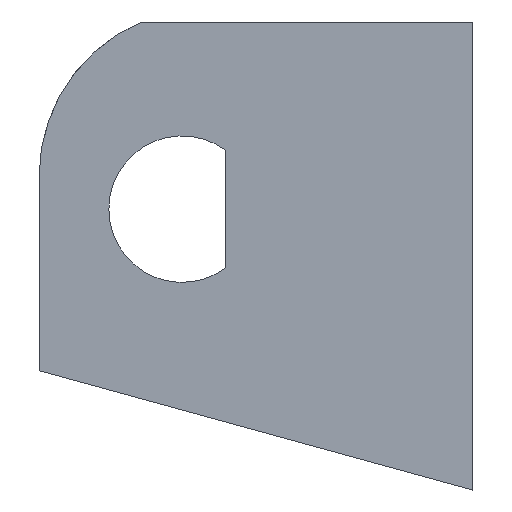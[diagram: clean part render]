
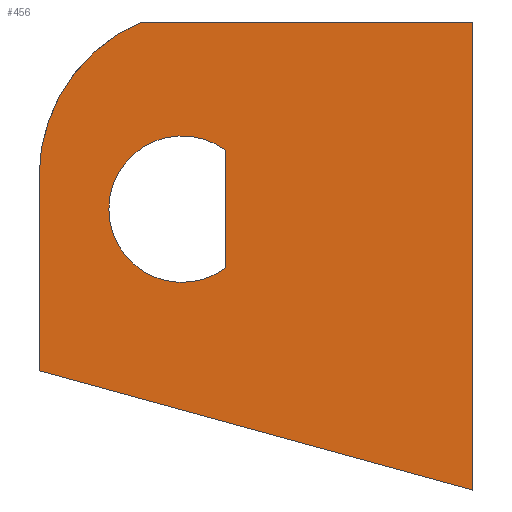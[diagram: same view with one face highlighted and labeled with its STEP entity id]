
A CAD part, left-side view. The second image highlights one B-rep face of the part: STEP entity #456.
In plain terms, the highlighted planar face has unit normal (-1, 0, 0).
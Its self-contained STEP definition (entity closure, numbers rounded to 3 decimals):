
#16 = DIRECTION ( 'NONE',  ( 1., 0., 0. ) ) ;
#21 = EDGE_CURVE ( 'NONE', #767, #144, #799, .T. ) ;
#23 = VERTEX_POINT ( 'NONE', #26 ) ;
#26 = CARTESIAN_POINT ( 'NONE',  ( -4.5, 10.25, -1.452 ) ) ;
#43 = CARTESIAN_POINT ( 'NONE',  ( -4.5, 3.16, -10.525 ) ) ;
#57 = CARTESIAN_POINT ( 'NONE',  ( -4.5, 15.6, -4.399 ) ) ;
#67 = DIRECTION ( 'NONE',  ( 0., 0., 1. ) ) ;
#84 = VECTOR ( 'NONE', #67, 1000. ) ;
#140 = CARTESIAN_POINT ( 'NONE',  ( -4.5, 10.25, -1.452 ) ) ;
#144 = VERTEX_POINT ( 'NONE', #529 ) ;
#156 = DIRECTION ( 'NONE',  ( 0., 0., -1. ) ) ;
#170 = ORIENTED_EDGE ( 'NONE', *, *, #573, .T. ) ;
#175 = VERTEX_POINT ( 'NONE', #835 ) ;
#186 = DIRECTION ( 'NONE',  ( 0., 1., 0. ) ) ;
#210 = LINE ( 'NONE', #657, #885 ) ;
#226 = ORIENTED_EDGE ( 'NONE', *, *, #304, .F. ) ;
#232 = DIRECTION ( 'NONE',  ( 1., 0., 0. ) ) ;
#238 = CIRCLE ( 'NONE', #307, 2.1 ) ;
#250 = EDGE_LOOP ( 'NONE', ( #818, #226, #1026, #535, #875 ) ) ;
#255 = CARTESIAN_POINT ( 'NONE',  ( -4.5, 11.5, 0.235 ) ) ;
#260 = EDGE_CURVE ( 'NONE', #23, #1063, #238, .T. ) ;
#263 = CARTESIAN_POINT ( 'NONE',  ( -4.5, 14.034, -4.829 ) ) ;
#268 = EDGE_CURVE ( 'NONE', #144, #801, #210, .T. ) ;
#304 = EDGE_CURVE ( 'NONE', #1089, #801, #1106, .T. ) ;
#305 = DIRECTION ( 'NONE',  ( 0., -0.964, -0.265 ) ) ;
#306 = CARTESIAN_POINT ( 'NONE',  ( -4.5, 13.6, 0.235 ) ) ;
#307 = AXIS2_PLACEMENT_3D ( 'NONE', #740, #743, #755 ) ;
#313 = VECTOR ( 'NONE', #156, 1000. ) ;
#323 = CARTESIAN_POINT ( 'NONE',  ( -4.5, 15.6, 1.177 ) ) ;
#330 = VECTOR ( 'NONE', #305, 1000. ) ;
#341 = CARTESIAN_POINT ( 'NONE',  ( -4.5, 10.798, 1.177 ) ) ;
#353 = LINE ( 'NONE', #263, #330 ) ;
#359 = AXIS2_PLACEMENT_3D ( 'NONE', #341, #16, #545 ) ;
#364 = FACE_OUTER_BOUND ( 'NONE', #250, .T. ) ;
#368 = EDGE_CURVE ( 'NONE', #588, #767, #353, .T. ) ;
#385 = DIRECTION ( 'NONE',  ( 1., 0., 0. ) ) ;
#388 = ORIENTED_EDGE ( 'NONE', *, *, #260, .T. ) ;
#417 = DIRECTION ( 'NONE',  ( 0., -1., 0. ) ) ;
#456 = ADVANCED_FACE ( 'NONE', ( #1092, #364 ), #659, .F. ) ;
#513 = EDGE_CURVE ( 'NONE', #1063, #175, #1011, .T. ) ;
#529 = CARTESIAN_POINT ( 'NONE',  ( -4.5, 3.16, 5.601 ) ) ;
#530 = LINE ( 'NONE', #140, #313 ) ;
#535 = ORIENTED_EDGE ( 'NONE', *, *, #368, .T. ) ;
#545 = DIRECTION ( 'NONE',  ( 0., -1., 0. ) ) ;
#573 = EDGE_CURVE ( 'NONE', #175, #23, #530, .T. ) ;
#588 = VERTEX_POINT ( 'NONE', #57 ) ;
#623 = CARTESIAN_POINT ( 'NONE',  ( -4.5, 15.6, -10.525 ) ) ;
#657 = CARTESIAN_POINT ( 'NONE',  ( -4.5, 15.6, 5.601 ) ) ;
#659 = PLANE ( 'NONE',  #834 ) ;
#721 = CARTESIAN_POINT ( 'NONE',  ( -4.5, 15.6, -10.525 ) ) ;
#740 = CARTESIAN_POINT ( 'NONE',  ( -4.5, 11.5, 0.235 ) ) ;
#741 = DIRECTION ( 'NONE',  ( 0., 0., 1. ) ) ;
#742 = DIRECTION ( 'NONE',  ( 0., 1., 0. ) ) ;
#743 = DIRECTION ( 'NONE',  ( 1., 0., 0. ) ) ;
#747 = EDGE_CURVE ( 'NONE', #588, #1089, #1043, .T. ) ;
#755 = DIRECTION ( 'NONE',  ( 0., 1., 0. ) ) ;
#767 = VERTEX_POINT ( 'NONE', #789 ) ;
#769 = CARTESIAN_POINT ( 'NONE',  ( -4.5, 12.665, 5.601 ) ) ;
#789 = CARTESIAN_POINT ( 'NONE',  ( -4.5, 3.16, -7.818 ) ) ;
#799 = LINE ( 'NONE', #43, #84 ) ;
#801 = VERTEX_POINT ( 'NONE', #769 ) ;
#817 = EDGE_LOOP ( 'NONE', ( #170, #388, #1109 ) ) ;
#818 = ORIENTED_EDGE ( 'NONE', *, *, #268, .T. ) ;
#827 = VECTOR ( 'NONE', #741, 1000. ) ;
#834 = AXIS2_PLACEMENT_3D ( 'NONE', #623, #385, #417 ) ;
#835 = CARTESIAN_POINT ( 'NONE',  ( -4.5, 10.25, 1.923 ) ) ;
#875 = ORIENTED_EDGE ( 'NONE', *, *, #21, .T. ) ;
#885 = VECTOR ( 'NONE', #742, 1000. ) ;
#891 = AXIS2_PLACEMENT_3D ( 'NONE', #255, #232, #186 ) ;
#1011 = CIRCLE ( 'NONE', #891, 2.1 ) ;
#1026 = ORIENTED_EDGE ( 'NONE', *, *, #747, .F. ) ;
#1043 = LINE ( 'NONE', #721, #827 ) ;
#1063 = VERTEX_POINT ( 'NONE', #306 ) ;
#1089 = VERTEX_POINT ( 'NONE', #323 ) ;
#1092 = FACE_BOUND ( 'NONE', #817, .T. ) ;
#1106 = CIRCLE ( 'NONE', #359, 4.802 ) ;
#1109 = ORIENTED_EDGE ( 'NONE', *, *, #513, .T. ) ;
